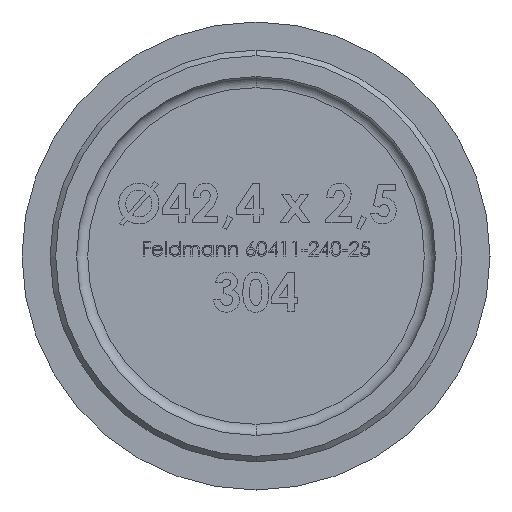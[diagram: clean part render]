
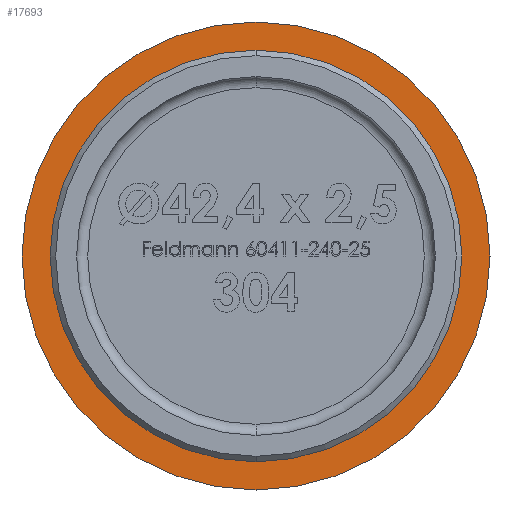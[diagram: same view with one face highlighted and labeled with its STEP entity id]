
A CAD part, front view. The second image highlights one B-rep face of the part: STEP entity #17693.
In plain terms, the highlighted planar face has unit normal (0, -1, 0).
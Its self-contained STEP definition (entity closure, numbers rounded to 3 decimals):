
#1217 = CARTESIAN_POINT ( 'NONE',  ( 0., 30., -18.45 ) ) ;
#1270 = CARTESIAN_POINT ( 'NONE',  ( 0., 30., -21.2 ) ) ;
#1612 = ORIENTED_EDGE ( 'NONE', *, *, #16909, .F. ) ;
#2098 = EDGE_CURVE ( 'NONE', #11195, #3696, #12834, .T. ) ;
#2692 = DIRECTION ( 'NONE',  ( 0., 0., -1. ) ) ;
#2716 = DIRECTION ( 'NONE',  ( 0., 0., -1. ) ) ;
#3696 = VERTEX_POINT ( 'NONE', #1270 ) ;
#3890 = PLANE ( 'NONE',  #5238 ) ;
#3975 = ORIENTED_EDGE ( 'NONE', *, *, #2098, .T. ) ;
#5194 = ORIENTED_EDGE ( 'NONE', *, *, #20195, .T. ) ;
#5238 = AXIS2_PLACEMENT_3D ( 'NONE', #17233, #9043, #20780 ) ;
#5651 = AXIS2_PLACEMENT_3D ( 'NONE', #17297, #12330, #19109 ) ;
#6315 = ORIENTED_EDGE ( 'NONE', *, *, #14316, .F. ) ;
#7240 = CARTESIAN_POINT ( 'NONE',  ( 0., 30., 0. ) ) ;
#8921 = DIRECTION ( 'NONE',  ( 0., 0., -1. ) ) ;
#9043 = DIRECTION ( 'NONE',  ( 0., -1., 0. ) ) ;
#9171 = CARTESIAN_POINT ( 'NONE',  ( 0., 30., 0. ) ) ;
#9197 = CARTESIAN_POINT ( 'NONE',  ( 0., 30., 0. ) ) ;
#10642 = CIRCLE ( 'NONE', #5651, 18.45 ) ;
#10776 = DIRECTION ( 'NONE',  ( 0., -1., 0. ) ) ;
#11195 = VERTEX_POINT ( 'NONE', #20460 ) ;
#12330 = DIRECTION ( 'NONE',  ( 0., -1., 0. ) ) ;
#12512 = VERTEX_POINT ( 'NONE', #1217 ) ;
#12834 = CIRCLE ( 'NONE', #13435, 21.2 ) ;
#13260 = FACE_OUTER_BOUND ( 'NONE', #20816, .T. ) ;
#13435 = AXIS2_PLACEMENT_3D ( 'NONE', #9197, #14306, #2716 ) ;
#14306 = DIRECTION ( 'NONE',  ( 0., -1., 0. ) ) ;
#14312 = AXIS2_PLACEMENT_3D ( 'NONE', #9171, #10776, #2692 ) ;
#14316 = EDGE_CURVE ( 'NONE', #12512, #21528, #15447, .T. ) ;
#14891 = EDGE_LOOP ( 'NONE', ( #6315, #1612 ) ) ;
#15447 = CIRCLE ( 'NONE', #14312, 18.45 ) ;
#16456 = AXIS2_PLACEMENT_3D ( 'NONE', #7240, #18928, #8921 ) ;
#16909 = EDGE_CURVE ( 'NONE', #21528, #12512, #10642, .T. ) ;
#17233 = CARTESIAN_POINT ( 'NONE',  ( 21.2, 30., 0. ) ) ;
#17297 = CARTESIAN_POINT ( 'NONE',  ( 0., 30., 0. ) ) ;
#17693 = ADVANCED_FACE ( 'NONE', ( #13260, #17706 ), #3890, .T. ) ;
#17706 = FACE_BOUND ( 'NONE', #14891, .T. ) ;
#17734 = CARTESIAN_POINT ( 'NONE',  ( 0., 30., 18.45 ) ) ;
#18928 = DIRECTION ( 'NONE',  ( 0., -1., 0. ) ) ;
#19109 = DIRECTION ( 'NONE',  ( 0., 0., -1. ) ) ;
#20195 = EDGE_CURVE ( 'NONE', #3696, #11195, #20402, .T. ) ;
#20402 = CIRCLE ( 'NONE', #16456, 21.2 ) ;
#20460 = CARTESIAN_POINT ( 'NONE',  ( 0., 30., 21.2 ) ) ;
#20780 = DIRECTION ( 'NONE',  ( 0., 0., -1. ) ) ;
#20816 = EDGE_LOOP ( 'NONE', ( #5194, #3975 ) ) ;
#21528 = VERTEX_POINT ( 'NONE', #17734 ) ;
